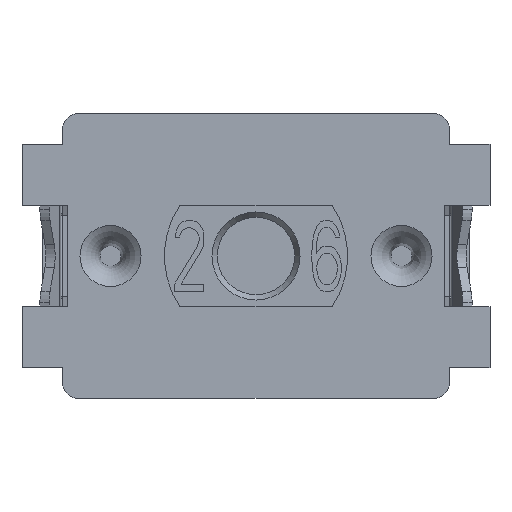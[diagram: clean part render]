
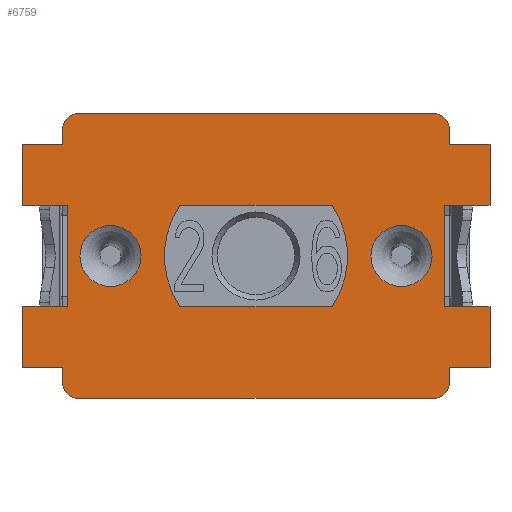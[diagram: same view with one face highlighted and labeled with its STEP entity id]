
A CAD part, front view. The second image highlights one B-rep face of the part: STEP entity #6759.
In plain terms, the highlighted planar face has unit normal (0, -1, 0).
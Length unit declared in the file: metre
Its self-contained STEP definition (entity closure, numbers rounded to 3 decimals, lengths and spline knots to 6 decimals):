
#16=FACE_BOUND('',#961,.T.);
#17=FACE_BOUND('',#962,.T.);
#18=FACE_BOUND('',#963,.T.);
#147=CIRCLE('',#7137,0.00015);
#160=CIRCLE('',#7169,0.00015);
#161=CIRCLE('',#7170,0.00015);
#162=CIRCLE('',#7171,0.00015);
#163=CIRCLE('',#7172,0.0003);
#164=CIRCLE('',#7173,0.0003);
#165=CIRCLE('',#7174,0.0009);
#166=CIRCLE('',#7175,0.0009);
#330=PLANE('',#7168);
#594=FACE_OUTER_BOUND('',#960,.T.);
#960=EDGE_LOOP('',(#4905,#4906,#4907,#4908,#4909,#4910,#4911,#4912,#4913,
#4914,#4915,#4916,#4917,#4918,#4919,#4920,#4921,#4922,#4923,#4924,#4925,
#4926,#4927,#4928,#4929,#4930,#4931,#4932));
#961=EDGE_LOOP('',(#4933));
#962=EDGE_LOOP('',(#4934));
#963=EDGE_LOOP('',(#4935,#4936,#4937,#4938));
#1499=LINE('',#10033,#2305);
#1505=LINE('',#10056,#2311);
#1537=LINE('',#10294,#2343);
#1538=LINE('',#10296,#2344);
#1539=LINE('',#10297,#2345);
#1540=LINE('',#10301,#2346);
#1541=LINE('',#10305,#2347);
#1542=LINE('',#10307,#2348);
#1543=LINE('',#10309,#2349);
#1544=LINE('',#10311,#2350);
#1545=LINE('',#10313,#2351);
#1546=LINE('',#10315,#2352);
#1547=LINE('',#10317,#2353);
#1548=LINE('',#10319,#2354);
#1549=LINE('',#10321,#2355);
#1550=LINE('',#10323,#2356);
#1551=LINE('',#10324,#2357);
#1552=LINE('',#10326,#2358);
#1553=LINE('',#10330,#2359);
#1554=LINE('',#10332,#2360);
#1555=LINE('',#10333,#2361);
#1556=LINE('',#10335,#2362);
#1557=LINE('',#10337,#2363);
#1558=LINE('',#10338,#2364);
#1559=LINE('',#10345,#2365);
#1560=LINE('',#10349,#2366);
#2305=VECTOR('',#7893,1.);
#2311=VECTOR('',#7907,1.);
#2343=VECTOR('',#7961,1.);
#2344=VECTOR('',#7962,1.);
#2345=VECTOR('',#7963,1.);
#2346=VECTOR('',#7966,1.);
#2347=VECTOR('',#7969,1.);
#2348=VECTOR('',#7970,1.);
#2349=VECTOR('',#7971,1.);
#2350=VECTOR('',#7972,1.);
#2351=VECTOR('',#7973,1.);
#2352=VECTOR('',#7974,1.);
#2353=VECTOR('',#7975,1.);
#2354=VECTOR('',#7976,1.);
#2355=VECTOR('',#7977,1.);
#2356=VECTOR('',#7978,1.);
#2357=VECTOR('',#7979,1.);
#2358=VECTOR('',#7980,1.);
#2359=VECTOR('',#7983,1.);
#2360=VECTOR('',#7984,1.);
#2361=VECTOR('',#7985,1.);
#2362=VECTOR('',#7986,1.);
#2363=VECTOR('',#7987,1.);
#2364=VECTOR('',#7988,1.);
#2365=VECTOR('',#7993,1.);
#2366=VECTOR('',#7996,1.);
#3098=VERTEX_POINT('',#9946);
#3099=VERTEX_POINT('',#9948);
#3132=VERTEX_POINT('',#10031);
#3133=VERTEX_POINT('',#10032);
#3140=VERTEX_POINT('',#10053);
#3141=VERTEX_POINT('',#10055);
#3144=VERTEX_POINT('',#10061);
#3175=VERTEX_POINT('',#10293);
#3176=VERTEX_POINT('',#10295);
#3177=VERTEX_POINT('',#10298);
#3178=VERTEX_POINT('',#10300);
#3179=VERTEX_POINT('',#10302);
#3180=VERTEX_POINT('',#10304);
#3181=VERTEX_POINT('',#10306);
#3182=VERTEX_POINT('',#10308);
#3183=VERTEX_POINT('',#10310);
#3184=VERTEX_POINT('',#10312);
#3185=VERTEX_POINT('',#10314);
#3186=VERTEX_POINT('',#10316);
#3187=VERTEX_POINT('',#10318);
#3188=VERTEX_POINT('',#10320);
#3189=VERTEX_POINT('',#10322);
#3190=VERTEX_POINT('',#10325);
#3191=VERTEX_POINT('',#10327);
#3192=VERTEX_POINT('',#10329);
#3193=VERTEX_POINT('',#10331);
#3194=VERTEX_POINT('',#10334);
#3195=VERTEX_POINT('',#10336);
#3196=VERTEX_POINT('',#10339);
#3197=VERTEX_POINT('',#10341);
#3198=VERTEX_POINT('',#10343);
#3199=VERTEX_POINT('',#10344);
#3200=VERTEX_POINT('',#10346);
#3201=VERTEX_POINT('',#10348);
#3769=EDGE_CURVE('',#3099,#3098,#147,.T.);
#3810=EDGE_CURVE('',#3132,#3133,#1499,.T.);
#3819=EDGE_CURVE('',#3140,#3141,#1505,.T.);
#3859=EDGE_CURVE('',#3175,#3144,#1537,.T.);
#3860=EDGE_CURVE('',#3175,#3176,#1538,.T.);
#3861=EDGE_CURVE('',#3141,#3176,#1539,.T.);
#3862=EDGE_CURVE('',#3140,#3177,#160,.T.);
#3863=EDGE_CURVE('',#3178,#3177,#1540,.T.);
#3864=EDGE_CURVE('',#3178,#3179,#161,.T.);
#3865=EDGE_CURVE('',#3180,#3179,#1541,.T.);
#3866=EDGE_CURVE('',#3181,#3180,#1542,.T.);
#3867=EDGE_CURVE('',#3182,#3181,#1543,.T.);
#3868=EDGE_CURVE('',#3183,#3182,#1544,.T.);
#3869=EDGE_CURVE('',#3184,#3183,#1545,.T.);
#3870=EDGE_CURVE('',#3185,#3184,#1546,.T.);
#3871=EDGE_CURVE('',#3186,#3185,#1547,.T.);
#3872=EDGE_CURVE('',#3187,#3186,#1548,.T.);
#3873=EDGE_CURVE('',#3188,#3187,#1549,.T.);
#3874=EDGE_CURVE('',#3189,#3188,#1550,.T.);
#3875=EDGE_CURVE('',#3099,#3189,#1551,.T.);
#3876=EDGE_CURVE('',#3190,#3098,#1552,.T.);
#3877=EDGE_CURVE('',#3190,#3191,#162,.T.);
#3878=EDGE_CURVE('',#3192,#3191,#1553,.T.);
#3879=EDGE_CURVE('',#3193,#3192,#1554,.T.);
#3880=EDGE_CURVE('',#3193,#3133,#1555,.T.);
#3881=EDGE_CURVE('',#3194,#3132,#1556,.T.);
#3882=EDGE_CURVE('',#3195,#3194,#1557,.T.);
#3883=EDGE_CURVE('',#3144,#3195,#1558,.T.);
#3884=EDGE_CURVE('',#3196,#3196,#163,.T.);
#3885=EDGE_CURVE('',#3197,#3197,#164,.T.);
#3886=EDGE_CURVE('',#3198,#3199,#1559,.T.);
#3887=EDGE_CURVE('',#3200,#3198,#165,.T.);
#3888=EDGE_CURVE('',#3201,#3200,#1560,.T.);
#3889=EDGE_CURVE('',#3199,#3201,#166,.T.);
#4905=ORIENTED_EDGE('',*,*,#3859,.F.);
#4906=ORIENTED_EDGE('',*,*,#3860,.T.);
#4907=ORIENTED_EDGE('',*,*,#3861,.F.);
#4908=ORIENTED_EDGE('',*,*,#3819,.F.);
#4909=ORIENTED_EDGE('',*,*,#3862,.T.);
#4910=ORIENTED_EDGE('',*,*,#3863,.F.);
#4911=ORIENTED_EDGE('',*,*,#3864,.T.);
#4912=ORIENTED_EDGE('',*,*,#3865,.F.);
#4913=ORIENTED_EDGE('',*,*,#3866,.F.);
#4914=ORIENTED_EDGE('',*,*,#3867,.F.);
#4915=ORIENTED_EDGE('',*,*,#3868,.F.);
#4916=ORIENTED_EDGE('',*,*,#3869,.F.);
#4917=ORIENTED_EDGE('',*,*,#3870,.F.);
#4918=ORIENTED_EDGE('',*,*,#3871,.F.);
#4919=ORIENTED_EDGE('',*,*,#3872,.F.);
#4920=ORIENTED_EDGE('',*,*,#3873,.F.);
#4921=ORIENTED_EDGE('',*,*,#3874,.F.);
#4922=ORIENTED_EDGE('',*,*,#3875,.F.);
#4923=ORIENTED_EDGE('',*,*,#3769,.T.);
#4924=ORIENTED_EDGE('',*,*,#3876,.F.);
#4925=ORIENTED_EDGE('',*,*,#3877,.T.);
#4926=ORIENTED_EDGE('',*,*,#3878,.F.);
#4927=ORIENTED_EDGE('',*,*,#3879,.F.);
#4928=ORIENTED_EDGE('',*,*,#3880,.T.);
#4929=ORIENTED_EDGE('',*,*,#3810,.F.);
#4930=ORIENTED_EDGE('',*,*,#3881,.F.);
#4931=ORIENTED_EDGE('',*,*,#3882,.F.);
#4932=ORIENTED_EDGE('',*,*,#3883,.F.);
#4933=ORIENTED_EDGE('',*,*,#3884,.T.);
#4934=ORIENTED_EDGE('',*,*,#3885,.F.);
#4935=ORIENTED_EDGE('',*,*,#3886,.F.);
#4936=ORIENTED_EDGE('',*,*,#3887,.F.);
#4937=ORIENTED_EDGE('',*,*,#3888,.F.);
#4938=ORIENTED_EDGE('',*,*,#3889,.F.);
#6759=ADVANCED_FACE('',(#594,#16,#17,#18),#330,.T.);
#7137=AXIS2_PLACEMENT_3D('',#9949,#7826,#7827);
#7168=AXIS2_PLACEMENT_3D('',#10292,#7959,#7960);
#7169=AXIS2_PLACEMENT_3D('',#10299,#7964,#7965);
#7170=AXIS2_PLACEMENT_3D('',#10303,#7967,#7968);
#7171=AXIS2_PLACEMENT_3D('',#10328,#7981,#7982);
#7172=AXIS2_PLACEMENT_3D('',#10340,#7989,#7990);
#7173=AXIS2_PLACEMENT_3D('',#10342,#7991,#7992);
#7174=AXIS2_PLACEMENT_3D('',#10347,#7994,#7995);
#7175=AXIS2_PLACEMENT_3D('',#10350,#7997,#7998);
#7826=DIRECTION('center_axis',(0.,-1.,0.));
#7827=DIRECTION('ref_axis',(-1.,0.,0.));
#7893=DIRECTION('',(1.,0.,0.));
#7907=DIRECTION('',(0.,0.,-1.));
#7959=DIRECTION('center_axis',(0.,-1.,0.));
#7960=DIRECTION('ref_axis',(0.,0.,-1.));
#7961=DIRECTION('',(-1.,0.,0.));
#7962=DIRECTION('',(0.,0.,1.));
#7963=DIRECTION('',(1.,0.,0.));
#7964=DIRECTION('center_axis',(0.,-1.,0.));
#7965=DIRECTION('ref_axis',(1.,0.,0.));
#7966=DIRECTION('',(1.,0.,0.));
#7967=DIRECTION('center_axis',(0.,-1.,0.));
#7968=DIRECTION('ref_axis',(0.,0.,1.));
#7969=DIRECTION('',(0.,0.,1.));
#7970=DIRECTION('',(1.,0.,0.));
#7971=DIRECTION('',(0.,0.,1.));
#7972=DIRECTION('',(-1.,0.,0.));
#7973=DIRECTION('',(-1.,0.,0.));
#7974=DIRECTION('',(0.,0.,1.));
#7975=DIRECTION('',(1.,0.,0.));
#7976=DIRECTION('',(1.,0.,0.));
#7977=DIRECTION('',(0.,0.,1.));
#7978=DIRECTION('',(-1.,0.,0.));
#7979=DIRECTION('',(0.,0.,1.));
#7980=DIRECTION('',(-1.,0.,0.));
#7981=DIRECTION('center_axis',(0.,-1.,0.));
#7982=DIRECTION('ref_axis',(0.,0.,-1.));
#7983=DIRECTION('',(0.,0.,-1.));
#7984=DIRECTION('',(-1.,0.,0.));
#7985=DIRECTION('',(0.,0.,1.));
#7986=DIRECTION('',(1.,0.,0.));
#7987=DIRECTION('',(0.,0.,-1.));
#7988=DIRECTION('',(-1.,0.,0.));
#7989=DIRECTION('center_axis',(0.,1.,0.));
#7990=DIRECTION('ref_axis',(-1.,0.,0.));
#7991=DIRECTION('center_axis',(0.,-1.,0.));
#7992=DIRECTION('ref_axis',(1.,0.,0.));
#7993=DIRECTION('',(1.,0.,0.));
#7994=DIRECTION('center_axis',(0.,-1.,0.));
#7995=DIRECTION('ref_axis',(-0.831,0.,0.556));
#7996=DIRECTION('',(-1.,0.,0.));
#7997=DIRECTION('center_axis',(0.,-1.,0.));
#7998=DIRECTION('ref_axis',(0.831,0.,-0.556));
#9946=CARTESIAN_POINT('',(-0.00175,0.,-0.0014));
#9948=CARTESIAN_POINT('',(-0.0019,0.,-0.00125));
#9949=CARTESIAN_POINT('Origin',(-0.00175,0.,-0.00125));
#10031=CARTESIAN_POINT('',(0.0019,0.,-0.0005));
#10032=CARTESIAN_POINT('',(0.0023,0.,-0.0005));
#10033=CARTESIAN_POINT('',(0.0019,0.,-0.0005));
#10053=CARTESIAN_POINT('',(0.0019,0.,0.00125));
#10055=CARTESIAN_POINT('',(0.0019,0.,0.0011));
#10056=CARTESIAN_POINT('',(0.0019,0.,0.00125));
#10061=CARTESIAN_POINT('',(0.0019,0.,0.0005));
#10292=CARTESIAN_POINT('Origin',(0.,0.,0.));
#10293=CARTESIAN_POINT('',(0.0023,0.,0.0005));
#10294=CARTESIAN_POINT('',(0.0023,0.,0.0005));
#10295=CARTESIAN_POINT('',(0.0023,0.,0.0011));
#10296=CARTESIAN_POINT('',(0.0023,0.,0.0005));
#10297=CARTESIAN_POINT('',(0.0019,0.,0.0011));
#10298=CARTESIAN_POINT('',(0.00175,0.,0.0014));
#10299=CARTESIAN_POINT('Origin',(0.00175,0.,0.00125));
#10300=CARTESIAN_POINT('',(-0.00175,0.,0.0014));
#10301=CARTESIAN_POINT('',(-0.00175,0.,0.0014));
#10302=CARTESIAN_POINT('',(-0.0019,0.,0.00125));
#10303=CARTESIAN_POINT('Origin',(-0.00175,0.,0.00125));
#10304=CARTESIAN_POINT('',(-0.0019,0.,0.0011));
#10305=CARTESIAN_POINT('',(-0.0019,0.,0.0011));
#10306=CARTESIAN_POINT('',(-0.0023,0.,0.0011));
#10307=CARTESIAN_POINT('',(-0.0023,0.,0.0011));
#10308=CARTESIAN_POINT('',(-0.0023,0.,0.0005));
#10309=CARTESIAN_POINT('',(-0.0023,0.,0.0005));
#10310=CARTESIAN_POINT('',(-0.0019,0.,0.0005));
#10311=CARTESIAN_POINT('',(-0.0019,0.,0.0005));
#10312=CARTESIAN_POINT('',(-0.00185,0.,0.0005));
#10313=CARTESIAN_POINT('',(-0.00185,0.,0.0005));
#10314=CARTESIAN_POINT('',(-0.00185,0.,-0.0005));
#10315=CARTESIAN_POINT('',(-0.00185,0.,-0.0005));
#10316=CARTESIAN_POINT('',(-0.0019,0.,-0.0005));
#10317=CARTESIAN_POINT('',(-0.0019,0.,-0.0005));
#10318=CARTESIAN_POINT('',(-0.0023,0.,-0.0005));
#10319=CARTESIAN_POINT('',(-0.0023,0.,-0.0005));
#10320=CARTESIAN_POINT('',(-0.0023,0.,-0.0011));
#10321=CARTESIAN_POINT('',(-0.0023,0.,-0.0011));
#10322=CARTESIAN_POINT('',(-0.0019,0.,-0.0011));
#10323=CARTESIAN_POINT('',(-0.0019,0.,-0.0011));
#10324=CARTESIAN_POINT('',(-0.0019,0.,-0.00125));
#10325=CARTESIAN_POINT('',(0.00175,0.,-0.0014));
#10326=CARTESIAN_POINT('',(0.00175,0.,-0.0014));
#10327=CARTESIAN_POINT('',(0.0019,0.,-0.00125));
#10328=CARTESIAN_POINT('Origin',(0.00175,0.,-0.00125));
#10329=CARTESIAN_POINT('',(0.0019,0.,-0.0011));
#10330=CARTESIAN_POINT('',(0.0019,0.,-0.0011));
#10331=CARTESIAN_POINT('',(0.0023,0.,-0.0011));
#10332=CARTESIAN_POINT('',(0.0023,0.,-0.0011));
#10333=CARTESIAN_POINT('',(0.0023,0.,-0.0011));
#10334=CARTESIAN_POINT('',(0.00185,0.,-0.0005));
#10335=CARTESIAN_POINT('',(0.00185,0.,-0.0005));
#10336=CARTESIAN_POINT('',(0.00185,0.,0.0005));
#10337=CARTESIAN_POINT('',(0.00185,0.,0.0005));
#10338=CARTESIAN_POINT('',(0.0019,0.,0.0005));
#10339=CARTESIAN_POINT('',(-0.00173,0.,0.));
#10340=CARTESIAN_POINT('Origin',(-0.00143,0.,0.));
#10341=CARTESIAN_POINT('',(0.00173,0.,0.));
#10342=CARTESIAN_POINT('Origin',(0.00143,0.,0.));
#10343=CARTESIAN_POINT('',(-0.000748,0.,-0.0005));
#10344=CARTESIAN_POINT('',(0.000748,0.,-0.0005));
#10345=CARTESIAN_POINT('',(-0.000748,0.,-0.0005));
#10346=CARTESIAN_POINT('',(-0.000748,0.,0.0005));
#10347=CARTESIAN_POINT('Origin',(0.,0.,0.));
#10348=CARTESIAN_POINT('',(0.000748,0.,0.0005));
#10349=CARTESIAN_POINT('',(0.000748,0.,0.0005));
#10350=CARTESIAN_POINT('Origin',(0.,0.,0.));
